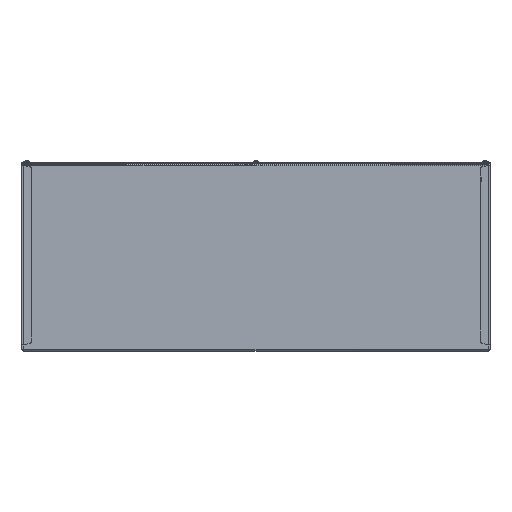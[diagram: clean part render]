
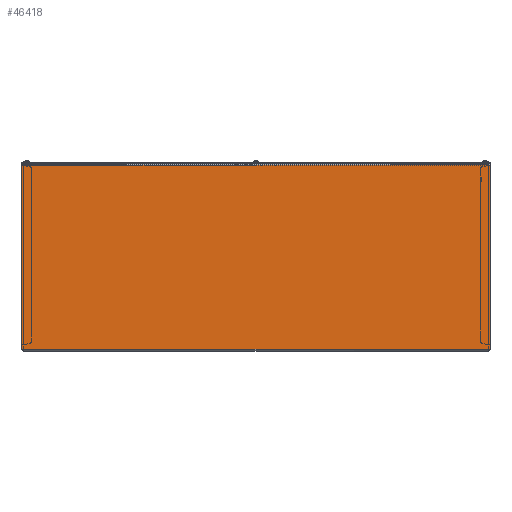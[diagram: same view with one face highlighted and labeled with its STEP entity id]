
A CAD part, front view. The second image highlights one B-rep face of the part: STEP entity #46418.
In plain terms, the highlighted planar face has unit normal (0, -1, 0).
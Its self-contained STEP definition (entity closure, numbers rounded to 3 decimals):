
#4534=PLANE('',#49241);
#6263=FACE_OUTER_BOUND('',#8811,.T.);
#8811=EDGE_LOOP('',(#33792,#33793,#33794,#33795));
#11758=LINE('',#61710,#16705);
#11761=LINE('',#61716,#16708);
#11786=LINE('',#62192,#16733);
#11790=LINE('',#62200,#16737);
#16705=VECTOR('',#52188,0.394);
#16708=VECTOR('',#52193,0.394);
#16733=VECTOR('',#52266,0.394);
#16737=VECTOR('',#52278,0.394);
#21912=VERTEX_POINT('',#61700);
#21913=VERTEX_POINT('',#61704);
#21915=VERTEX_POINT('',#61714);
#21929=VERTEX_POINT('',#61860);
#26503=EDGE_CURVE('',#21912,#21913,#11758,.T.);
#26506=EDGE_CURVE('',#21913,#21915,#11761,.T.);
#26547=EDGE_CURVE('',#21915,#21929,#11786,.T.);
#26551=EDGE_CURVE('',#21929,#21912,#11790,.T.);
#33792=ORIENTED_EDGE('',*,*,#26503,.T.);
#33793=ORIENTED_EDGE('',*,*,#26506,.T.);
#33794=ORIENTED_EDGE('',*,*,#26547,.T.);
#33795=ORIENTED_EDGE('',*,*,#26551,.T.);
#46418=ADVANCED_FACE('',(#6263),#4534,.F.);
#49241=AXIS2_PLACEMENT_3D('',#62208,#52291,#52292);
#52188=DIRECTION('',(-1.,0.,0.));
#52193=DIRECTION('',(0.,0.,-1.));
#52266=DIRECTION('',(1.,0.,0.));
#52278=DIRECTION('',(0.,0.,1.));
#52291=DIRECTION('center_axis',(0.,1.,0.));
#52292=DIRECTION('ref_axis',(0.,0.,1.));
#61700=CARTESIAN_POINT('',(15.,-18.,11.901));
#61704=CARTESIAN_POINT('',(-15.,-18.,11.901));
#61710=CARTESIAN_POINT('',(-7.5,-18.,11.901));
#61714=CARTESIAN_POINT('',(-15.,-18.,0.099));
#61716=CARTESIAN_POINT('',(-15.,-18.,12.));
#61860=CARTESIAN_POINT('',(15.,-18.,0.099));
#62192=CARTESIAN_POINT('',(7.5,-18.,0.099));
#62200=CARTESIAN_POINT('',(15.,-18.,0.));
#62208=CARTESIAN_POINT('Origin',(0.,-18.,6.));
